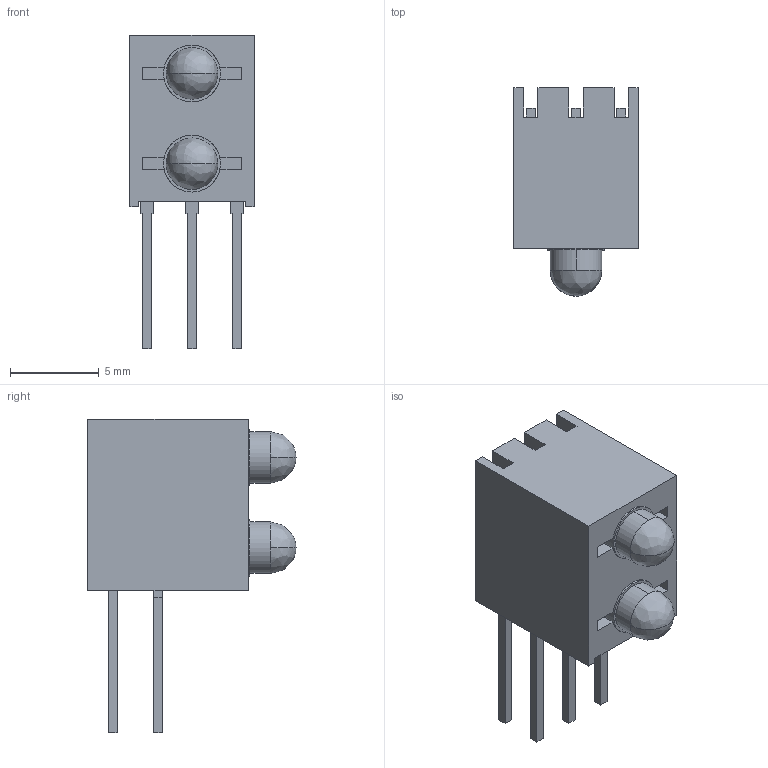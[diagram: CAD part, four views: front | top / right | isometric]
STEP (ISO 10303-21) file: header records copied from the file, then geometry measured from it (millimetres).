
FILE_DESCRIPTION (( 'STEP AP214' ), '1' );
FILE_NAME ('XVO2Lxxxx86M8.STEP', '2026-01-20T23:36:11', ( '' ), ( '' ), 'SwSTEP 2.0', 'SolidWorks 2014', '' );
FILE_SCHEMA (( 'AUTOMOTIVE_DESIGN' ));
Length unit declared in the file: millimetre
Products named in the file (1): XVO2Lxxxx86M8
Bounding box: 7 x 11.72 x 17.65 mm (x, y, z)
Volume: 584.9 mm3; surface area: 860.5 mm2
Topology: 3 solids, 3 shells, 124 faces, 336 edges, 218 vertices
Faces by surface type: plane 106, cylinder 14, bspline 4
Entity records: 3908 total; most frequent: CARTESIAN_POINT 735, ORIENTED_EDGE 664, DIRECTION 610, EDGE_CURVE 332, LINE 296, VECTOR 296, VERTEX_POINT 218, AXIS2_PLACEMENT_3D 157
